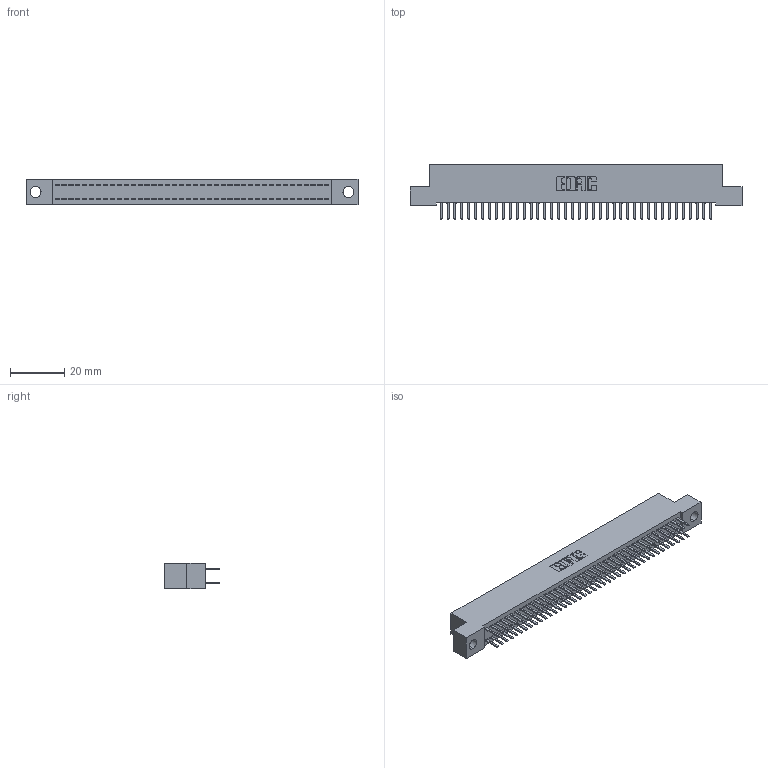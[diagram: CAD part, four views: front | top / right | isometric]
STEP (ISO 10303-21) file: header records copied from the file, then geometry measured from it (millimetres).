
FILE_DESCRIPTION (( 'STEP AP203' ), '1' );
FILE_NAME ('342-080-520-204.STEP', '2018-08-13T14:30:20', ( '' ), ( '' ), 'SwSTEP 2.0', 'SolidWorks 2016', '' );
FILE_SCHEMA (( 'CONFIG_CONTROL_DESIGN' ));
Length unit declared in the file: inch
Products named in the file (3): 342 Part_.156 TH; 345-292-001_345-293-120; 342-080-520-204
Assembly tree (81 placements, depth 2):
  342-080-520-204
    342 Part_.156 TH
    345-292-001_345-293-120  x80
Bounding box: 121.92 x 20.02 x 9.4 mm (x, y, z)
Volume: 10822.8 mm3; surface area: 17308.8 mm2
Topology: 81 solids, 81 shells, 4590 faces, 13339 edges, 8678 vertices
Faces by surface type: plane 3106, cylinder 1484
Entity records: 25977 total; most frequent: CARTESIAN_POINT 4318, ORIENTED_EDGE 4242, DIRECTION 3681, EDGE_CURVE 2121, VECTOR 1989, LINE 1989, VERTEX_POINT 1410, AXIS2_PLACEMENT_3D 846
